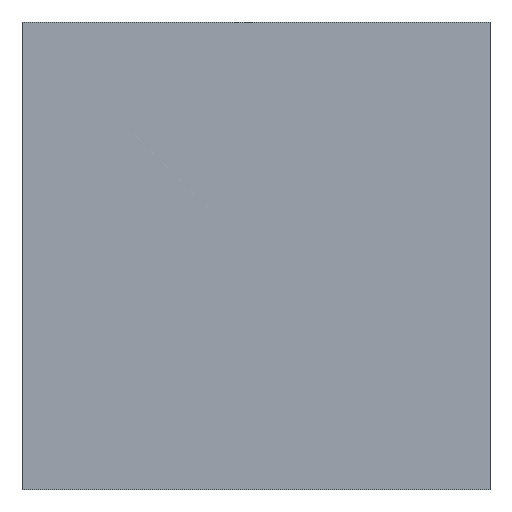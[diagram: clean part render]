
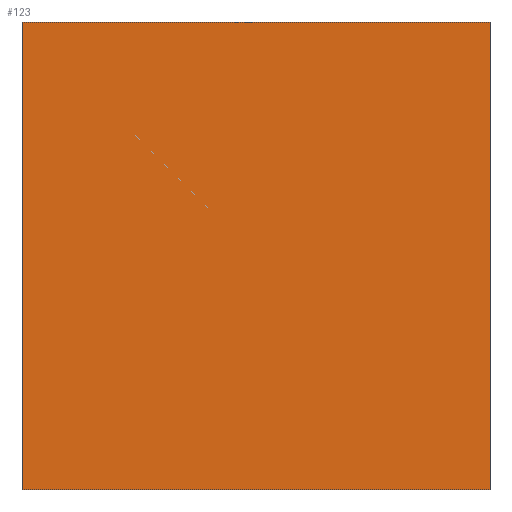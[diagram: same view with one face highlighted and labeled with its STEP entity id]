
A CAD part, left-side view. The second image highlights one B-rep face of the part: STEP entity #123.
In plain terms, the highlighted planar face has unit normal (-1, 0, 0).
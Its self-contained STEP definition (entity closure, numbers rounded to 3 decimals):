
#17=FACE_OUTER_BOUND('',#24,.T.);
#24=EDGE_LOOP('',(#90,#91,#92,#93));
#32=LINE('',#198,#47);
#35=LINE('',#205,#50);
#36=LINE('',#206,#51);
#37=LINE('',#207,#52);
#47=VECTOR('',#165,10.);
#50=VECTOR('',#170,10.);
#51=VECTOR('',#171,10.);
#52=VECTOR('',#172,10.);
#62=VERTEX_POINT('',#195);
#63=VERTEX_POINT('',#197);
#65=VERTEX_POINT('',#203);
#66=VERTEX_POINT('',#204);
#72=EDGE_CURVE('',#63,#62,#32,.T.);
#75=EDGE_CURVE('',#65,#66,#35,.T.);
#76=EDGE_CURVE('',#66,#63,#36,.T.);
#77=EDGE_CURVE('',#65,#62,#37,.T.);
#90=ORIENTED_EDGE('',*,*,#75,.T.);
#91=ORIENTED_EDGE('',*,*,#76,.T.);
#92=ORIENTED_EDGE('',*,*,#72,.T.);
#93=ORIENTED_EDGE('',*,*,#77,.F.);
#116=PLANE('',#153);
#123=ADVANCED_FACE('',(#17),#116,.T.);
#153=AXIS2_PLACEMENT_3D('',#202,#168,#169);
#165=DIRECTION('',(0.,-1.,0.));
#168=DIRECTION('center_axis',(-1.,0.,0.));
#169=DIRECTION('ref_axis',(0.,0.,1.));
#170=DIRECTION('',(0.,1.,0.));
#171=DIRECTION('',(0.,0.,-1.));
#172=DIRECTION('',(0.,0.,-1.));
#195=CARTESIAN_POINT('',(0.,0.,-5.));
#197=CARTESIAN_POINT('',(0.,10.,-5.));
#198=CARTESIAN_POINT('',(0.,0.,-5.));
#202=CARTESIAN_POINT('Origin',(0.,0.,
0.));
#203=CARTESIAN_POINT('',(0.,0.,5.));
#204=CARTESIAN_POINT('',(0.,10.,5.));
#205=CARTESIAN_POINT('',(0.,0.,5.));
#206=CARTESIAN_POINT('',(0.,10.,0.));
#207=CARTESIAN_POINT('',(0.,0.,0.));
